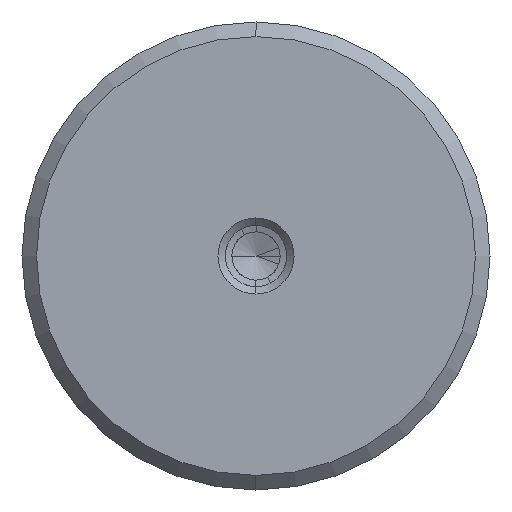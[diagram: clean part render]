
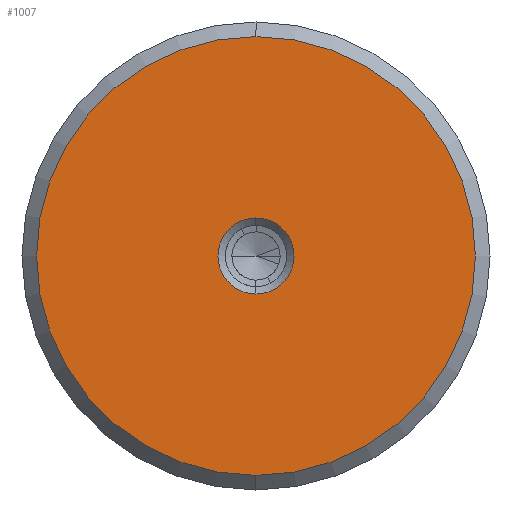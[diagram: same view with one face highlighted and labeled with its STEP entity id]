
A CAD part, left-side view. The second image highlights one B-rep face of the part: STEP entity #1007.
In plain terms, the highlighted planar face has unit normal (-1, 0, 0).
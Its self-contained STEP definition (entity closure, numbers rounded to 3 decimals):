
#1007 = ADVANCED_FACE ( 'NONE', ( #28959, #28186 ), #23006, .F. ) ;
#1208 = CARTESIAN_POINT ( 'NONE',  ( 0., 0., 0. ) ) ;
#2460 = AXIS2_PLACEMENT_3D ( 'NONE', #26972, #12398, #29408 ) ;
#2894 = CARTESIAN_POINT ( 'NONE',  ( 0., 0., -2.6 ) ) ;
#3691 = CARTESIAN_POINT ( 'NONE',  ( 0., 0., 0. ) ) ;
#3723 = DIRECTION ( 'NONE',  ( 0., 0., 1. ) ) ;
#4562 = EDGE_LOOP ( 'NONE', ( #22677, #24211 ) ) ;
#4862 = CIRCLE ( 'NONE', #5160, 2.6 ) ;
#5160 = AXIS2_PLACEMENT_3D ( 'NONE', #1208, #18495, #3723 ) ;
#6147 = VERTEX_POINT ( 'NONE', #2894 ) ;
#6170 = DIRECTION ( 'NONE',  ( 0., 0., 1. ) ) ;
#8705 = CIRCLE ( 'NONE', #2460, 15. ) ;
#8726 = EDGE_LOOP ( 'NONE', ( #20413, #27600 ) ) ;
#10941 = DIRECTION ( 'NONE',  ( -1., 0., 0. ) ) ;
#12138 = CARTESIAN_POINT ( 'NONE',  ( 0., 0., 2.6 ) ) ;
#12255 = VERTEX_POINT ( 'NONE', #12138 ) ;
#12398 = DIRECTION ( 'NONE',  ( -1., 0., 0. ) ) ;
#14971 = EDGE_CURVE ( 'NONE', #24816, #19769, #8705, .T. ) ;
#15271 = EDGE_CURVE ( 'NONE', #12255, #6147, #4862, .T. ) ;
#15504 = CARTESIAN_POINT ( 'NONE',  ( 0., 0., 15. ) ) ;
#18495 = DIRECTION ( 'NONE',  ( -1., 0., 0. ) ) ;
#19769 = VERTEX_POINT ( 'NONE', #22552 ) ;
#20413 = ORIENTED_EDGE ( 'NONE', *, *, #15271, .F. ) ;
#20880 = DIRECTION ( 'NONE',  ( -1., 0., 0. ) ) ;
#20932 = CIRCLE ( 'NONE', #31469, 2.6 ) ;
#21659 = DIRECTION ( 'NONE',  ( 0., 0., -1. ) ) ;
#21752 = DIRECTION ( 'NONE',  ( 1., 0., 0. ) ) ;
#22552 = CARTESIAN_POINT ( 'NONE',  ( 0., 0., -15. ) ) ;
#22677 = ORIENTED_EDGE ( 'NONE', *, *, #28647, .T. ) ;
#22932 = CARTESIAN_POINT ( 'NONE',  ( 0., 2.6, 0. ) ) ;
#23006 = PLANE ( 'NONE',  #26327 ) ;
#23665 = AXIS2_PLACEMENT_3D ( 'NONE', #25548, #10941, #27993 ) ;
#24211 = ORIENTED_EDGE ( 'NONE', *, *, #14971, .T. ) ;
#24816 = VERTEX_POINT ( 'NONE', #15504 ) ;
#25548 = CARTESIAN_POINT ( 'NONE',  ( 0., 0., 0. ) ) ;
#26327 = AXIS2_PLACEMENT_3D ( 'NONE', #22932, #21752, #21659 ) ;
#26972 = CARTESIAN_POINT ( 'NONE',  ( 0., 0., 0. ) ) ;
#27600 = ORIENTED_EDGE ( 'NONE', *, *, #30439, .F. ) ;
#27993 = DIRECTION ( 'NONE',  ( 0., 0., 1. ) ) ;
#28186 = FACE_OUTER_BOUND ( 'NONE', #4562, .T. ) ;
#28647 = EDGE_CURVE ( 'NONE', #19769, #24816, #30911, .T. ) ;
#28959 = FACE_BOUND ( 'NONE', #8726, .T. ) ;
#29408 = DIRECTION ( 'NONE',  ( 0., 0., 1. ) ) ;
#30439 = EDGE_CURVE ( 'NONE', #6147, #12255, #20932, .T. ) ;
#30911 = CIRCLE ( 'NONE', #23665, 15. ) ;
#31469 = AXIS2_PLACEMENT_3D ( 'NONE', #3691, #20880, #6170 ) ;
